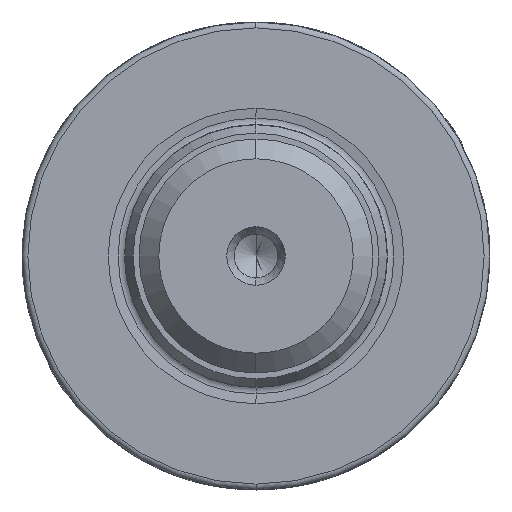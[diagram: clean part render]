
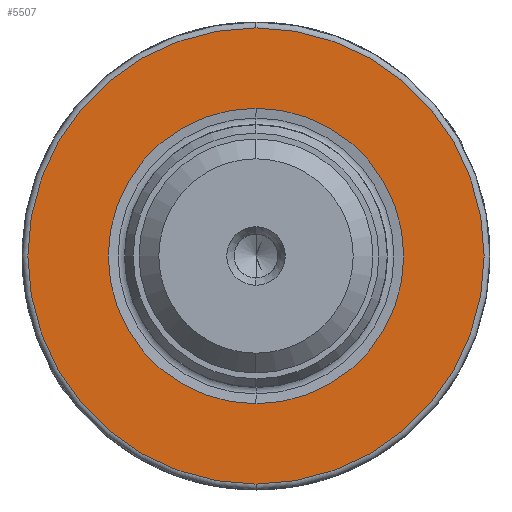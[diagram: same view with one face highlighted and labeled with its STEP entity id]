
A CAD part, left-side view. The second image highlights one B-rep face of the part: STEP entity #5507.
In plain terms, the highlighted planar face has unit normal (-1, 0, 0).
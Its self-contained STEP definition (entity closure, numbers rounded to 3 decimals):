
#34 = EDGE_CURVE ( 'NONE', #7146, #6341, #7111, .T. ) ;
#404 = AXIS2_PLACEMENT_3D ( 'NONE', #952, #9125, #4661 ) ;
#617 = CIRCLE ( 'NONE', #2689, 15.6 ) ;
#926 = AXIS2_PLACEMENT_3D ( 'NONE', #2824, #2882, #2906 ) ;
#952 = CARTESIAN_POINT ( 'NONE',  ( 0., 10.103, 0. ) ) ;
#1032 = EDGE_CURVE ( 'NONE', #9512, #1717, #617, .T. ) ;
#1550 = EDGE_LOOP ( 'NONE', ( #5312, #4902 ) ) ;
#1615 = CARTESIAN_POINT ( 'NONE',  ( 0., 0., 0. ) ) ;
#1627 = DIRECTION ( 'NONE',  ( 1., 0., 0. ) ) ;
#1647 = DIRECTION ( 'NONE',  ( 0., 0., -1. ) ) ;
#1717 = VERTEX_POINT ( 'NONE', #7114 ) ;
#1905 = DIRECTION ( 'NONE',  ( 0., 0., -1. ) ) ;
#1935 = DIRECTION ( 'NONE',  ( 1., 0., 0. ) ) ;
#1967 = CARTESIAN_POINT ( 'NONE',  ( 0., 0., 0. ) ) ;
#2626 = ORIENTED_EDGE ( 'NONE', *, *, #34, .T. ) ;
#2689 = AXIS2_PLACEMENT_3D ( 'NONE', #1615, #1627, #1647 ) ;
#2767 = FACE_OUTER_BOUND ( 'NONE', #1550, .T. ) ;
#2824 = CARTESIAN_POINT ( 'NONE',  ( 0., 0., 0. ) ) ;
#2882 = DIRECTION ( 'NONE',  ( 1., 0., 0. ) ) ;
#2906 = DIRECTION ( 'NONE',  ( 0., 0., -1. ) ) ;
#2994 = EDGE_CURVE ( 'NONE', #1717, #9512, #8965, .T. ) ;
#2995 = ORIENTED_EDGE ( 'NONE', *, *, #7809, .T. ) ;
#3265 = CARTESIAN_POINT ( 'NONE',  ( 0., 0., -10.103 ) ) ;
#3292 = CARTESIAN_POINT ( 'NONE',  ( 0., 0., 0. ) ) ;
#3928 = PLANE ( 'NONE',  #404 ) ;
#4034 = DIRECTION ( 'NONE',  ( 0., 0., -1. ) ) ;
#4035 = FACE_BOUND ( 'NONE', #6957, .T. ) ;
#4661 = DIRECTION ( 'NONE',  ( 0., 0., 1. ) ) ;
#4902 = ORIENTED_EDGE ( 'NONE', *, *, #2994, .F. ) ;
#5312 = ORIENTED_EDGE ( 'NONE', *, *, #1032, .F. ) ;
#5507 = ADVANCED_FACE ( 'NONE', ( #4035, #2767 ), #3928, .T. ) ;
#6271 = CARTESIAN_POINT ( 'NONE',  ( 0., 0., -15.6 ) ) ;
#6341 = VERTEX_POINT ( 'NONE', #3265 ) ;
#6957 = EDGE_LOOP ( 'NONE', ( #2626, #2995 ) ) ;
#7111 = CIRCLE ( 'NONE', #926, 10.103 ) ;
#7114 = CARTESIAN_POINT ( 'NONE',  ( 0., 0., 15.6 ) ) ;
#7146 = VERTEX_POINT ( 'NONE', #8839 ) ;
#7809 = EDGE_CURVE ( 'NONE', #6341, #7146, #8664, .T. ) ;
#8464 = DIRECTION ( 'NONE',  ( 1., 0., 0. ) ) ;
#8664 = CIRCLE ( 'NONE', #9246, 10.103 ) ;
#8839 = CARTESIAN_POINT ( 'NONE',  ( 0., 0., 10.103 ) ) ;
#8965 = CIRCLE ( 'NONE', #9170, 15.6 ) ;
#9125 = DIRECTION ( 'NONE',  ( -1., 0., 0. ) ) ;
#9170 = AXIS2_PLACEMENT_3D ( 'NONE', #1967, #1935, #1905 ) ;
#9246 = AXIS2_PLACEMENT_3D ( 'NONE', #3292, #8464, #4034 ) ;
#9512 = VERTEX_POINT ( 'NONE', #6271 ) ;
